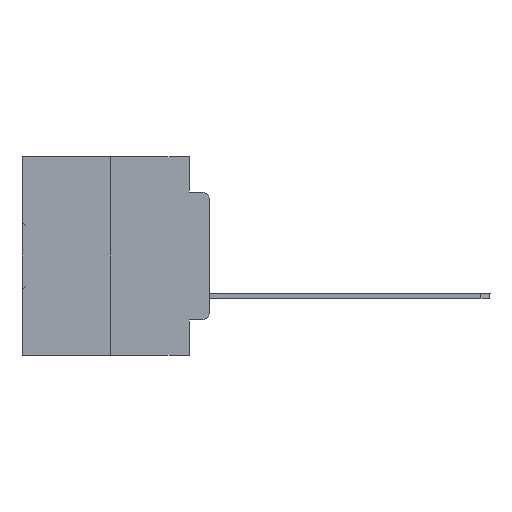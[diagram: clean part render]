
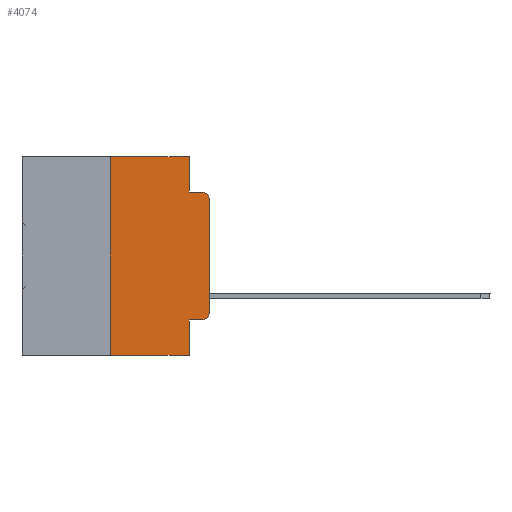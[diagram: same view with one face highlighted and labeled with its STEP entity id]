
A CAD part, left-side view. The second image highlights one B-rep face of the part: STEP entity #4074.
In plain terms, the highlighted planar face has unit normal (-1, 0, 0).
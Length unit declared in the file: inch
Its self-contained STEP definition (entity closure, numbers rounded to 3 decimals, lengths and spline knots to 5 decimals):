
#131 = DIRECTION ( 'NONE',  ( -1., 0., 0. ) ) ;
#702 = EDGE_CURVE ( 'NONE', #800, #28673, #32570, .T. ) ;
#800 = VERTEX_POINT ( 'NONE', #23156 ) ;
#1205 = DIRECTION ( 'NONE',  ( 0., 0., -1. ) ) ;
#1707 = EDGE_LOOP ( 'NONE', ( #2576, #13559, #3113, #21053, #19074, #29539, #8829, #13054, #31940, #25672 ) ) ;
#1831 = DIRECTION ( 'NONE',  ( 0., -1., 0. ) ) ;
#2576 = ORIENTED_EDGE ( 'NONE', *, *, #23943, .T. ) ;
#2805 = CARTESIAN_POINT ( 'NONE',  ( 0., 0.051, -0.0885 ) ) ;
#3089 = LINE ( 'NONE', #14894, #27812 ) ;
#3113 = ORIENTED_EDGE ( 'NONE', *, *, #27050, .F. ) ;
#4074 = ADVANCED_FACE ( 'NONE', ( #11524 ), #8571, .F. ) ;
#4076 = CARTESIAN_POINT ( 'NONE',  ( 0., 0.02, -0.0885 ) ) ;
#4228 = AXIS2_PLACEMENT_3D ( 'NONE', #19629, #25325, #5808 ) ;
#4401 = VERTEX_POINT ( 'NONE', #2805 ) ;
#5304 = CARTESIAN_POINT ( 'NONE',  ( 0., 0.25, -0.5 ) ) ;
#5721 = AXIS2_PLACEMENT_3D ( 'NONE', #28284, #14656, #14844 ) ;
#5808 = DIRECTION ( 'NONE',  ( 0., 0., -1. ) ) ;
#6189 = CARTESIAN_POINT ( 'NONE',  ( 0., 0., -0.3915 ) ) ;
#6673 = LINE ( 'NONE', #34129, #34226 ) ;
#6843 = VERTEX_POINT ( 'NONE', #7073 ) ;
#6848 = EDGE_CURVE ( 'NONE', #17063, #17808, #16097, .T. ) ;
#7073 = CARTESIAN_POINT ( 'NONE',  ( 0., 0., -0.1085 ) ) ;
#7815 = VECTOR ( 'NONE', #16699, 39.37008 ) ;
#8571 = PLANE ( 'NONE',  #5721 ) ;
#8765 = CARTESIAN_POINT ( 'NONE',  ( 0., 0.25, 0. ) ) ;
#8829 = ORIENTED_EDGE ( 'NONE', *, *, #6848, .T. ) ;
#9864 = LINE ( 'NONE', #20913, #19674 ) ;
#10196 = DIRECTION ( 'NONE',  ( 0., -1., 0. ) ) ;
#11109 = DIRECTION ( 'NONE',  ( 0., 0., 1. ) ) ;
#11394 = LINE ( 'NONE', #14351, #24978 ) ;
#11524 = FACE_OUTER_BOUND ( 'NONE', #1707, .T. ) ;
#11745 = CARTESIAN_POINT ( 'NONE',  ( 0., 0.02, -0.3915 ) ) ;
#11955 = AXIS2_PLACEMENT_3D ( 'NONE', #11745, #131, #19838 ) ;
#12988 = LINE ( 'NONE', #17023, #25283 ) ;
#13054 = ORIENTED_EDGE ( 'NONE', *, *, #19734, .F. ) ;
#13559 = ORIENTED_EDGE ( 'NONE', *, *, #31048, .T. ) ;
#14216 = CIRCLE ( 'NONE', #4228, 0.02 ) ;
#14333 = CARTESIAN_POINT ( 'NONE',  ( 0., 0.25, 0. ) ) ;
#14351 = CARTESIAN_POINT ( 'NONE',  ( 0., 0.473, 0. ) ) ;
#14656 = DIRECTION ( 'NONE',  ( 1., 0., 0. ) ) ;
#14844 = DIRECTION ( 'NONE',  ( 0., 0., -1. ) ) ;
#14894 = CARTESIAN_POINT ( 'NONE',  ( 0., 0.051, -0.0885 ) ) ;
#15090 = VERTEX_POINT ( 'NONE', #4076 ) ;
#15314 = VERTEX_POINT ( 'NONE', #22780 ) ;
#16097 = LINE ( 'NONE', #23652, #21637 ) ;
#16195 = VECTOR ( 'NONE', #1831, 39.37008 ) ;
#16699 = DIRECTION ( 'NONE',  ( 0., 0., 1. ) ) ;
#17023 = CARTESIAN_POINT ( 'NONE',  ( 0., 0., 0. ) ) ;
#17063 = VERTEX_POINT ( 'NONE', #5304 ) ;
#17092 = VERTEX_POINT ( 'NONE', #14333 ) ;
#17808 = VERTEX_POINT ( 'NONE', #21897 ) ;
#18063 = LINE ( 'NONE', #20807, #16195 ) ;
#19074 = ORIENTED_EDGE ( 'NONE', *, *, #35716, .F. ) ;
#19452 = LINE ( 'NONE', #8765, #7815 ) ;
#19629 = CARTESIAN_POINT ( 'NONE',  ( 0., 0.02, -0.1085 ) ) ;
#19674 = VECTOR ( 'NONE', #1205, 39.37008 ) ;
#19734 = EDGE_CURVE ( 'NONE', #15314, #17808, #9864, .T. ) ;
#19838 = DIRECTION ( 'NONE',  ( 0., 0., -1. ) ) ;
#20586 = DIRECTION ( 'NONE',  ( 0., -1., 0. ) ) ;
#20807 = CARTESIAN_POINT ( 'NONE',  ( 0., 0.051, -0.4115 ) ) ;
#20913 = CARTESIAN_POINT ( 'NONE',  ( 0., 0.051, 0. ) ) ;
#21053 = ORIENTED_EDGE ( 'NONE', *, *, #25760, .F. ) ;
#21637 = VECTOR ( 'NONE', #10196, 39.37008 ) ;
#21897 = CARTESIAN_POINT ( 'NONE',  ( 0., 0.051, -0.5 ) ) ;
#22780 = CARTESIAN_POINT ( 'NONE',  ( 0., 0.051, -0.4115 ) ) ;
#23156 = CARTESIAN_POINT ( 'NONE',  ( 0., 0.02, -0.4115 ) ) ;
#23251 = DIRECTION ( 'NONE',  ( 0., 0., -1. ) ) ;
#23652 = CARTESIAN_POINT ( 'NONE',  ( 0., 0.473, -0.5 ) ) ;
#23943 = EDGE_CURVE ( 'NONE', #28673, #6843, #12988, .T. ) ;
#24978 = VECTOR ( 'NONE', #20586, 39.37008 ) ;
#25283 = VECTOR ( 'NONE', #11109, 39.37008 ) ;
#25325 = DIRECTION ( 'NONE',  ( -1., 0., 0. ) ) ;
#25672 = ORIENTED_EDGE ( 'NONE', *, *, #702, .T. ) ;
#25760 = EDGE_CURVE ( 'NONE', #28893, #4401, #6673, .T. ) ;
#27050 = EDGE_CURVE ( 'NONE', #4401, #15090, #3089, .T. ) ;
#27812 = VECTOR ( 'NONE', #31826, 39.37008 ) ;
#28284 = CARTESIAN_POINT ( 'NONE',  ( 0., 0.473, 0. ) ) ;
#28673 = VERTEX_POINT ( 'NONE', #6189 ) ;
#28893 = VERTEX_POINT ( 'NONE', #35641 ) ;
#29539 = ORIENTED_EDGE ( 'NONE', *, *, #32357, .F. ) ;
#31048 = EDGE_CURVE ( 'NONE', #6843, #15090, #14216, .T. ) ;
#31826 = DIRECTION ( 'NONE',  ( 0., -1., 0. ) ) ;
#31940 = ORIENTED_EDGE ( 'NONE', *, *, #34293, .T. ) ;
#32357 = EDGE_CURVE ( 'NONE', #17063, #17092, #19452, .T. ) ;
#32570 = CIRCLE ( 'NONE', #11955, 0.02 ) ;
#34129 = CARTESIAN_POINT ( 'NONE',  ( 0., 0.051, 0. ) ) ;
#34226 = VECTOR ( 'NONE', #23251, 39.37008 ) ;
#34293 = EDGE_CURVE ( 'NONE', #15314, #800, #18063, .T. ) ;
#35641 = CARTESIAN_POINT ( 'NONE',  ( 0., 0.051, 0. ) ) ;
#35716 = EDGE_CURVE ( 'NONE', #17092, #28893, #11394, .T. ) ;
